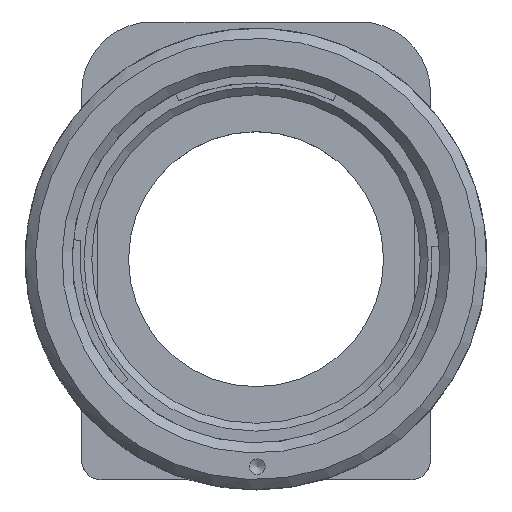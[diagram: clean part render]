
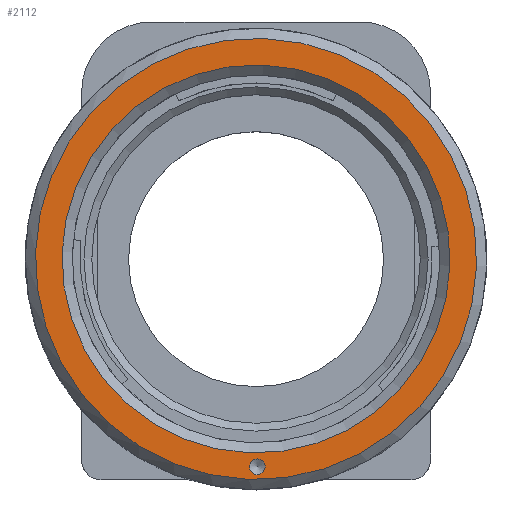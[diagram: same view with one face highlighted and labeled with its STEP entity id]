
A CAD part, top view. The second image highlights one B-rep face of the part: STEP entity #2112.
In plain terms, the highlighted planar face has unit normal (0, 0, 1).
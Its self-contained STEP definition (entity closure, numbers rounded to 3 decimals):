
#40=FACE_BOUND('',#303,.T.);
#41=FACE_BOUND('',#304,.T.);
#74=PLANE('',#2284);
#166=FACE_OUTER_BOUND('',#302,.T.);
#302=EDGE_LOOP('',(#1628));
#303=EDGE_LOOP('',(#1629));
#304=EDGE_LOOP('',(#1630));
#431=CIRCLE('',#2281,28.2);
#434=CIRCLE('',#2285,24.8);
#435=CIRCLE('',#2286,1.);
#945=VERTEX_POINT('',#5015);
#948=VERTEX_POINT('',#5023);
#949=VERTEX_POINT('',#5025);
#1193=EDGE_CURVE('',#945,#945,#431,.T.);
#1197=EDGE_CURVE('',#948,#948,#434,.T.);
#1198=EDGE_CURVE('',#949,#949,#435,.F.);
#1628=ORIENTED_EDGE('',*,*,#1193,.F.);
#1629=ORIENTED_EDGE('',*,*,#1197,.F.);
#1630=ORIENTED_EDGE('',*,*,#1198,.T.);
#2112=ADVANCED_FACE('',(#166,#40,#41),#74,.T.);
#2281=AXIS2_PLACEMENT_3D('',#5016,#2667,#2668);
#2284=AXIS2_PLACEMENT_3D('',#5022,#2674,#2675);
#2285=AXIS2_PLACEMENT_3D('',#5024,#2676,#2677);
#2286=AXIS2_PLACEMENT_3D('',#5026,#2678,#2679);
#2667=DIRECTION('center_axis',(0.,0.,-1.));
#2668=DIRECTION('ref_axis',(-0.53,-0.848,0.));
#2674=DIRECTION('center_axis',(0.,0.,1.));
#2675=DIRECTION('ref_axis',(0.53,0.848,0.));
#2676=DIRECTION('center_axis',(0.,0.,1.));
#2677=DIRECTION('ref_axis',(-0.848,0.53,0.));
#2678=DIRECTION('center_axis',(0.,0.,1.));
#2679=DIRECTION('ref_axis',(-0.848,0.53,0.));
#5015=CARTESIAN_POINT('',(14.944,23.915,24.3));
#5016=CARTESIAN_POINT('Origin',(0.,0.,24.3));
#5022=CARTESIAN_POINT('Origin',(0.,0.,24.3));
#5023=CARTESIAN_POINT('',(21.032,-13.142,24.3));
#5024=CARTESIAN_POINT('Origin',(0.,0.,24.3));
#5025=CARTESIAN_POINT('',(1.011,-27.093,24.3));
#5026=CARTESIAN_POINT('Origin',(0.163,-26.563,24.3));
